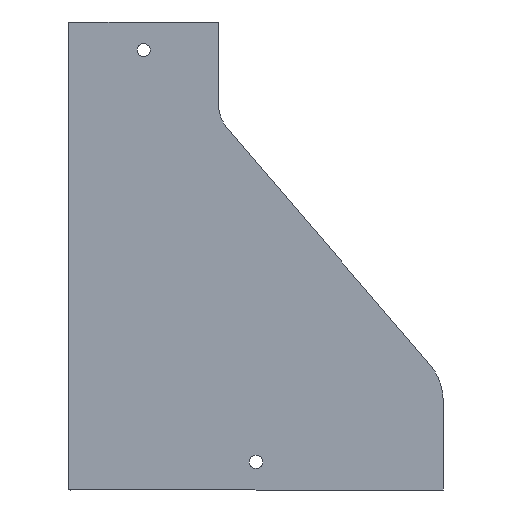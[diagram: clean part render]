
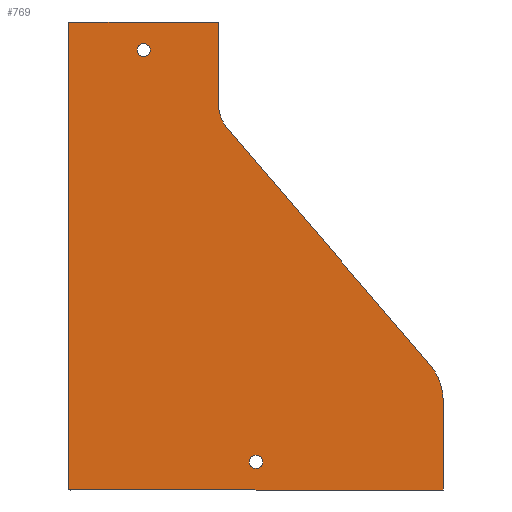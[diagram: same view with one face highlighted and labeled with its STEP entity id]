
A CAD part, front view. The second image highlights one B-rep face of the part: STEP entity #769.
In plain terms, the highlighted planar face has unit normal (0, -1, 0).
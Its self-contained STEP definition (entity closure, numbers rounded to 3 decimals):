
#115 = DIRECTION ( 'NONE',  ( 0., 1., 0. ) ) ;
#120 = CARTESIAN_POINT ( 'NONE',  ( -100., 0., -43.902 ) ) ;
#122 = PLANE ( 'NONE',  #1750 ) ;
#124 = DIRECTION ( 'NONE',  ( 0., 0., 1. ) ) ;
#134 = CARTESIAN_POINT ( 'NONE',  ( 200., 0., -202.398 ) ) ;
#148 = CARTESIAN_POINT ( 'NONE',  ( 0., 0., -250. ) ) ;
#149 = CARTESIAN_POINT ( 'NONE',  ( 192.778, 0., -182.875 ) ) ;
#150 = CARTESIAN_POINT ( 'NONE',  ( 84.815, 0., -56.918 ) ) ;
#152 = CARTESIAN_POINT ( 'NONE',  ( 0., 0., 0. ) ) ;
#162 = CARTESIAN_POINT ( 'NONE',  ( 80., 0., -43.902 ) ) ;
#183 = CARTESIAN_POINT ( 'NONE',  ( 80., 0., 0. ) ) ;
#222 = CARTESIAN_POINT ( 'NONE',  ( 200., 0., -250. ) ) ;
#249 = CARTESIAN_POINT ( 'NONE',  ( 40., 0., -15. ) ) ;
#250 = DIRECTION ( 'NONE',  ( 0., -1., 0. ) ) ;
#251 = DIRECTION ( 'NONE',  ( 0., 0., -1. ) ) ;
#256 = CARTESIAN_POINT ( 'NONE',  ( 100., 0., -43.902 ) ) ;
#257 = DIRECTION ( 'NONE',  ( 0., 1., 0. ) ) ;
#258 = DIRECTION ( 'NONE',  ( 0., 0., 1. ) ) ;
#261 = CARTESIAN_POINT ( 'NONE',  ( 100., 0., -235. ) ) ;
#262 = DIRECTION ( 'NONE',  ( 0., -1., 0. ) ) ;
#263 = DIRECTION ( 'NONE',  ( 0., 0., -1. ) ) ;
#316 = CARTESIAN_POINT ( 'NONE',  ( 80., 0., 0. ) ) ;
#317 = DIRECTION ( 'NONE',  ( 0., 0., 1. ) ) ;
#328 = CARTESIAN_POINT ( 'NONE',  ( -80., 0., 0. ) ) ;
#329 = DIRECTION ( 'NONE',  ( 1., 0., 0. ) ) ;
#334 = CARTESIAN_POINT ( 'NONE',  ( -200., 0., -250. ) ) ;
#335 = DIRECTION ( 'NONE',  ( -1., 0., 0. ) ) ;
#336 = CARTESIAN_POINT ( 'NONE',  ( 0., 0., 0. ) ) ;
#337 = DIRECTION ( 'NONE',  ( 0., 0., 1. ) ) ;
#345 = CARTESIAN_POINT ( 'NONE',  ( 40., 0., -18.5 ) ) ;
#355 = CARTESIAN_POINT ( 'NONE',  ( 100., 0., -238.5 ) ) ;
#555 = FACE_OUTER_BOUND ( 'NONE', #1493, .T. ) ;
#560 = FACE_BOUND ( 'NONE', #1553, .T. ) ;
#563 = FACE_BOUND ( 'NONE', #1524, .T. ) ;
#587 = CIRCLE ( 'NONE', #1569, 3.5 ) ;
#591 = CIRCLE ( 'NONE', #1565, 3.5 ) ;
#593 = CIRCLE ( 'NONE', #1560, 20. ) ;
#651 = LINE ( 'NONE', #843, #654 ) ;
#653 = CIRCLE ( 'NONE', #1824, 30. ) ;
#654 = VECTOR ( 'NONE', #838, 1000. ) ;
#718 = LINE ( 'NONE', #945, #720 ) ;
#720 = VECTOR ( 'NONE', #946, 1000. ) ;
#769 = ADVANCED_FACE ( 'NONE', ( #560, #563, #555 ), #122, .F. ) ;
#780 = VERTEX_POINT ( 'NONE', #134 ) ;
#838 = DIRECTION ( 'NONE',  ( -0.651, 0., 0.759 ) ) ;
#843 = CARTESIAN_POINT ( 'NONE',  ( 84.815, 0., -56.918 ) ) ;
#848 = CARTESIAN_POINT ( 'NONE',  ( 170., 0., -202.398 ) ) ;
#849 = DIRECTION ( 'NONE',  ( 0., -1., 0. ) ) ;
#850 = DIRECTION ( 'NONE',  ( 0., 0., 1. ) ) ;
#945 = CARTESIAN_POINT ( 'NONE',  ( 200., 0., -202.398 ) ) ;
#946 = DIRECTION ( 'NONE',  ( 0., 0., 1. ) ) ;
#1006 = VERTEX_POINT ( 'NONE', #148 ) ;
#1007 = VERTEX_POINT ( 'NONE', #149 ) ;
#1008 = VERTEX_POINT ( 'NONE', #150 ) ;
#1010 = VERTEX_POINT ( 'NONE', #152 ) ;
#1020 = VERTEX_POINT ( 'NONE', #162 ) ;
#1041 = VERTEX_POINT ( 'NONE', #183 ) ;
#1142 = ORIENTED_EDGE ( 'NONE', *, *, #1615, .F. ) ;
#1143 = ORIENTED_EDGE ( 'NONE', *, *, #1601, .F. ) ;
#1144 = ORIENTED_EDGE ( 'NONE', *, *, #1740, .F. ) ;
#1145 = ORIENTED_EDGE ( 'NONE', *, *, #1744, .F. ) ;
#1146 = ORIENTED_EDGE ( 'NONE', *, *, #1743, .F. ) ;
#1147 = ORIENTED_EDGE ( 'NONE', *, *, #1694, .T. ) ;
#1148 = ORIENTED_EDGE ( 'NONE', *, *, #1650, .T. ) ;
#1149 = ORIENTED_EDGE ( 'NONE', *, *, #1649, .T. ) ;
#1150 = ORIENTED_EDGE ( 'NONE', *, *, #1614, .T. ) ;
#1151 = ORIENTED_EDGE ( 'NONE', *, *, #1734, .T. ) ;
#1364 = LINE ( 'NONE', #316, #1367 ) ;
#1367 = VECTOR ( 'NONE', #317, 1000. ) ;
#1376 = LINE ( 'NONE', #328, #1379 ) ;
#1379 = VECTOR ( 'NONE', #329, 1000. ) ;
#1382 = LINE ( 'NONE', #334, #1385 ) ;
#1384 = LINE ( 'NONE', #336, #1387 ) ;
#1385 = VECTOR ( 'NONE', #335, 1000. ) ;
#1387 = VECTOR ( 'NONE', #337, 1000. ) ;
#1396 = VERTEX_POINT ( 'NONE', #355 ) ;
#1399 = VERTEX_POINT ( 'NONE', #345 ) ;
#1459 = VERTEX_POINT ( 'NONE', #222 ) ;
#1493 = EDGE_LOOP ( 'NONE', ( #1144, #1145, #1146, #1147, #1148, #1149, #1150, #1151 ) ) ;
#1524 = EDGE_LOOP ( 'NONE', ( #1143 ) ) ;
#1553 = EDGE_LOOP ( 'NONE', ( #1142 ) ) ;
#1560 = AXIS2_PLACEMENT_3D ( 'NONE', #256, #257, #258 ) ;
#1565 = AXIS2_PLACEMENT_3D ( 'NONE', #261, #262, #263 ) ;
#1569 = AXIS2_PLACEMENT_3D ( 'NONE', #249, #250, #251 ) ;
#1601 = EDGE_CURVE ( 'NONE', #1399, #1399, #587, .T. ) ;
#1614 = EDGE_CURVE ( 'NONE', #1008, #1020, #593, .T. ) ;
#1615 = EDGE_CURVE ( 'NONE', #1396, #1396, #591, .T. ) ;
#1649 = EDGE_CURVE ( 'NONE', #1007, #1008, #651, .T. ) ;
#1650 = EDGE_CURVE ( 'NONE', #780, #1007, #653, .T. ) ;
#1694 = EDGE_CURVE ( 'NONE', #1459, #780, #718, .T. ) ;
#1734 = EDGE_CURVE ( 'NONE', #1020, #1041, #1364, .T. ) ;
#1740 = EDGE_CURVE ( 'NONE', #1010, #1041, #1376, .T. ) ;
#1743 = EDGE_CURVE ( 'NONE', #1459, #1006, #1382, .T. ) ;
#1744 = EDGE_CURVE ( 'NONE', #1006, #1010, #1384, .T. ) ;
#1750 = AXIS2_PLACEMENT_3D ( 'NONE', #120, #115, #124 ) ;
#1824 = AXIS2_PLACEMENT_3D ( 'NONE', #848, #849, #850 ) ;
